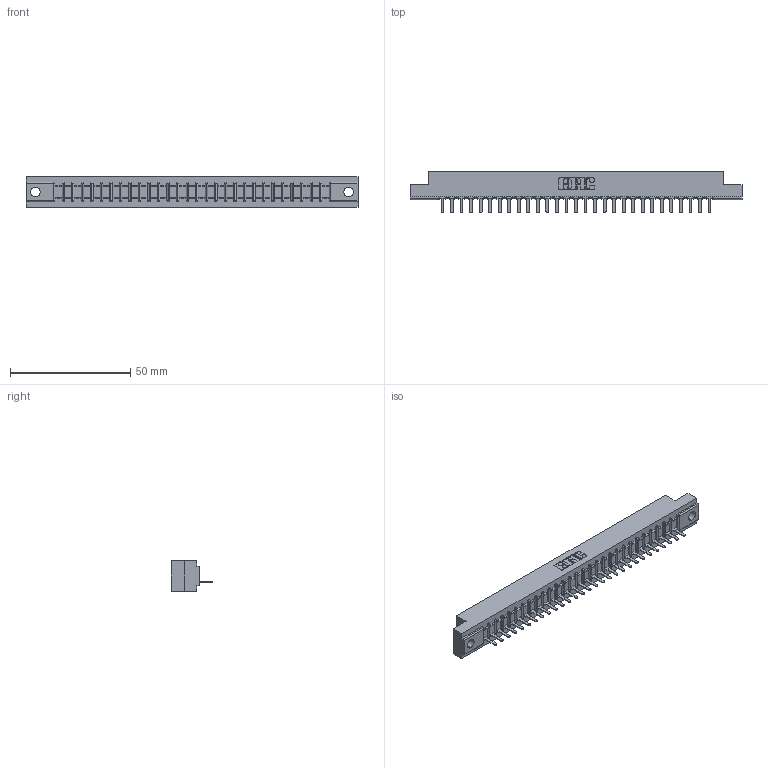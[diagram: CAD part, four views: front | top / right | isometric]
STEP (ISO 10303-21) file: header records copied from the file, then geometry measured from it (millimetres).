
FILE_DESCRIPTION (( 'STEP AP203' ), '1' );
FILE_NAME ('307-029-521-104.STEP', '2018-08-04T17:56:55', ( '' ), ( '' ), 'SwSTEP 2.0', 'SolidWorks 2016', '' );
FILE_SCHEMA (( 'CONFIG_CONTROL_DESIGN' ));
Length unit declared in the file: inch
Products named in the file (3): 307 Part_.156 Dia Mounting Holes; 307-290-002_521; 307-029-521-104
Assembly tree (30 placements, depth 2):
  307-029-521-104
    307 Part_.156 Dia Mounting Holes
    307-290-002_521  x29
Bounding box: 137.92 x 17.42 x 12.7 mm (x, y, z)
Volume: 14558.2 mm3; surface area: 17861 mm2
Topology: 30 solids, 30 shells, 2308 faces, 7087 edges, 4642 vertices
Faces by surface type: plane 1389, cylinder 859, sphere 60
Entity records: 27600 total; most frequent: CARTESIAN_POINT 4658, ORIENTED_EDGE 4646, DIRECTION 4523, EDGE_CURVE 2323, LINE 1781, VECTOR 1781, VERTEX_POINT 1506, AXIS2_PLACEMENT_3D 1371
